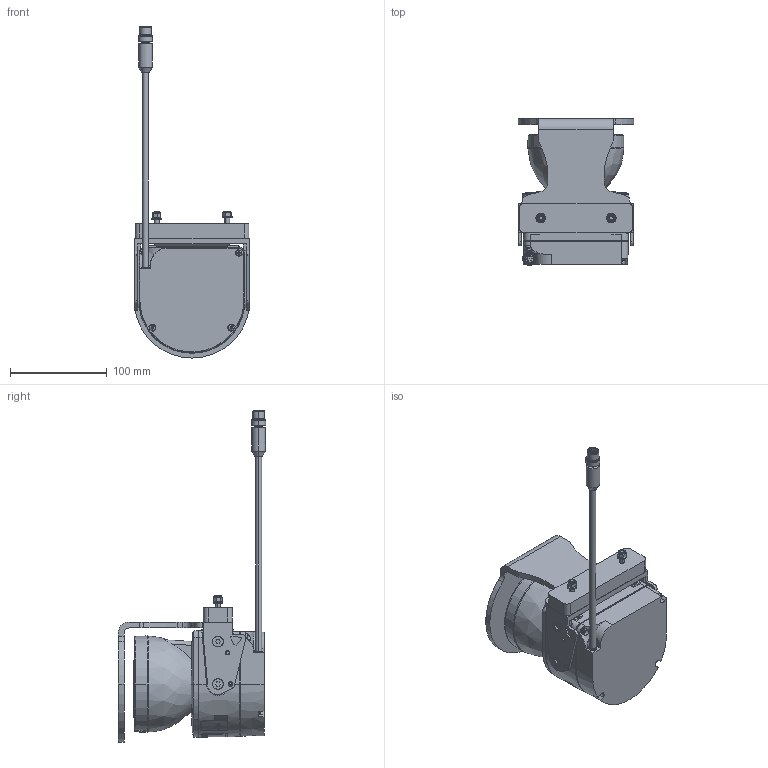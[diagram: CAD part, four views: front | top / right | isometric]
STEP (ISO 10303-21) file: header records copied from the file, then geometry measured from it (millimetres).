
FILE_DESCRIPTION (( 'STEP AP203' ), '1' );
FILE_NAME ('SICK_microSCAN_CORE_Export.STEP', '2024-04-22T06:30:18', ( '' ), ( '' ), 'SwSTEP 2.0', 'SolidWorks 2019', '' );
FILE_SCHEMA (( 'CONFIG_CONTROL_DESIGN' ));
Length unit declared in the file: millimetre
Products named in the file (8): P001593; P000779_DIN 125 M5; P000859_DIN 985 M5; P009157; P008884; P000641; P000974_DIN7991 M5x43; SICK_microSCAN_CORE_Export
Assembly tree (13 placements, depth 2):
  SICK_microSCAN_CORE_Export
    P000859_DIN 985 M5  x2
    P000974_DIN7991 M5x43  x2
    P000779_DIN 125 M5  x2
    P001593
    P008884
    P009157
    P000641  x4
Bounding box: 120 x 152.41 x 343.67 mm (x, y, z)
Volume: 1365237.6 mm3; surface area: 158526 mm2
Topology: 13 solids, 13 shells, 2418 faces, 6095 edges, 4017 vertices
Faces by surface type: cylinder 1022, plane 1006, torus 140, cone 128, bspline 106, sphere 16
Entity records: 123447 total; most frequent: CARTESIAN_POINT 66725, ORIENTED_EDGE 11798, DIRECTION 11251, EDGE_CURVE 5899, AXIS2_PLACEMENT_3D 4214, VERTEX_POINT 3897, VECTOR 2823, LINE 2823
